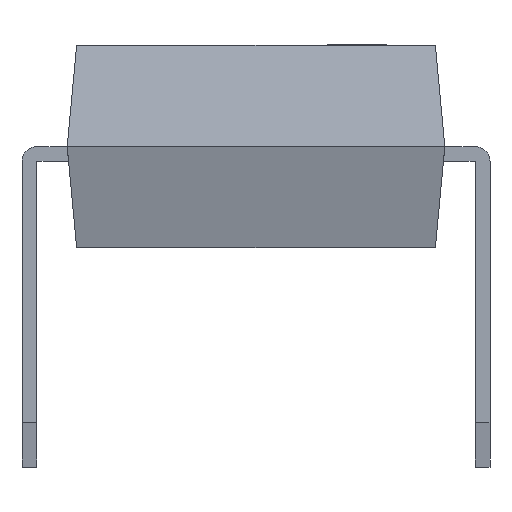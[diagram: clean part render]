
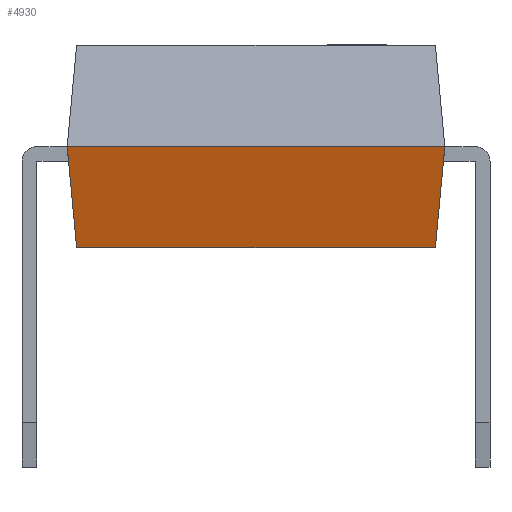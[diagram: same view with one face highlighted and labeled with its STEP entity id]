
A CAD part, front view. The second image highlights one B-rep face of the part: STEP entity #4930.
In plain terms, the highlighted free-form (B-spline) face has degree [1, 1] with [2, 2] control points.
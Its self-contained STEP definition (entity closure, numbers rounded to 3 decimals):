
#1188 = VERTEX_POINT('',#1189);
#1189 = CARTESIAN_POINT('',(3.175,-9.653,2.21));
#1210 = EDGE_CURVE('',#1211,#1188,#1213,.T.);
#1211 = VERTEX_POINT('',#1212);
#1212 = CARTESIAN_POINT('',(-3.175,-9.653,2.21));
#1213 = LINE('',#1214,#1215);
#1214 = CARTESIAN_POINT('',(-3.175,-9.653,2.21));
#1215 = VECTOR('',#1216,1.);
#1216 = DIRECTION('',(1.,0.,0.));
#4506 = EDGE_CURVE('',#1188,#4507,#4509,.T.);
#4507 = VERTEX_POINT('',#4508);
#4508 = CARTESIAN_POINT('',(3.016,-9.17,0.51));
#4509 = B_SPLINE_CURVE_WITH_KNOTS('',1,(#4510,#4511),.UNSPECIFIED.,.F.,
  .F.,(2,2),(0.,1.),.PIECEWISE_BEZIER_KNOTS.);
#4510 = CARTESIAN_POINT('',(3.175,-9.653,2.21));
#4511 = CARTESIAN_POINT('',(3.016,-9.17,0.51));
#4930 = ADVANCED_FACE('',(#4931),#4948,.F.);
#4931 = FACE_BOUND('',#4932,.F.);
#4932 = EDGE_LOOP('',(#4933,#4934,#4935,#4943));
#4933 = ORIENTED_EDGE('',*,*,#1210,.T.);
#4934 = ORIENTED_EDGE('',*,*,#4506,.T.);
#4935 = ORIENTED_EDGE('',*,*,#4936,.F.);
#4936 = EDGE_CURVE('',#4937,#4507,#4939,.T.);
#4937 = VERTEX_POINT('',#4938);
#4938 = CARTESIAN_POINT('',(-3.016,-9.17,0.51));
#4939 = LINE('',#4940,#4941);
#4940 = CARTESIAN_POINT('',(-3.016,-9.17,0.51));
#4941 = VECTOR('',#4942,1.);
#4942 = DIRECTION('',(1.,0.,0.));
#4943 = ORIENTED_EDGE('',*,*,#4944,.F.);
#4944 = EDGE_CURVE('',#1211,#4937,#4945,.T.);
#4945 = B_SPLINE_CURVE_WITH_KNOTS('',1,(#4946,#4947),.UNSPECIFIED.,.F.,
  .F.,(2,2),(0.,1.),.PIECEWISE_BEZIER_KNOTS.);
#4946 = CARTESIAN_POINT('',(-3.175,-9.653,2.21));
#4947 = CARTESIAN_POINT('',(-3.016,-9.17,0.51));
#4948 = B_SPLINE_SURFACE_WITH_KNOTS('',1,1,(
    (#4949,#4950)
    ,(#4951,#4952
    )),.UNSPECIFIED.,.F.,.F.,.F.,(2,2),(2,2),(0.,6.35),(0.,1.),
  .PIECEWISE_BEZIER_KNOTS.);
#4949 = CARTESIAN_POINT('',(-3.175,-9.653,2.21));
#4950 = CARTESIAN_POINT('',(-3.016,-9.17,0.51));
#4951 = CARTESIAN_POINT('',(3.175,-9.653,2.21));
#4952 = CARTESIAN_POINT('',(3.016,-9.17,0.51));
